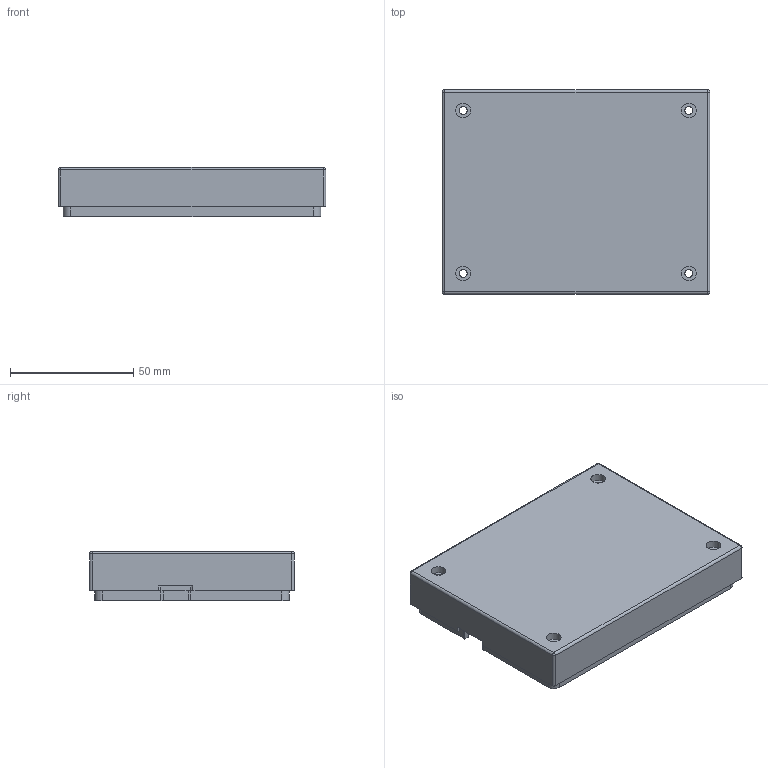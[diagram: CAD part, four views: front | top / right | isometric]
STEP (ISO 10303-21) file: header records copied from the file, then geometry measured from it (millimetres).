
FILE_DESCRIPTION(('FreeCAD Model'),'2;1');
FILE_NAME('bottom.step','2019-03-09T07:20:10',('Author'),(''), 'Open CASCADE STEP processor 6.9','FreeCAD','Unknown');
FILE_SCHEMA(('AUTOMOTIVE_DESIGN { 1 0 10303 214 1 1 1 1 }'));
Length unit declared in the file: millimetre
Products named in the file (1): union011
Bounding box: 108.7 x 83.2 x 20 mm (x, y, z)
Volume: 96765.5 mm3; surface area: 32106.8 mm2
Topology: 1 solids, 1 shells, 237 faces, 547 edges, 313 vertices
Faces by surface type: plane 177, cylinder 56, sphere 4
Full cylindrical faces by diameter (mm): 3.2 x4, 6 x8
Entity records: 15204 total; most frequent: CARTESIAN_POINT 2391, DIRECTION 2158, LINE 1122, VECTOR 1122, ORIENTED_EDGE 1086, PCURVE 1086, DEFINITIONAL_REPRESENTATION 1086, EDGE_CURVE 543
